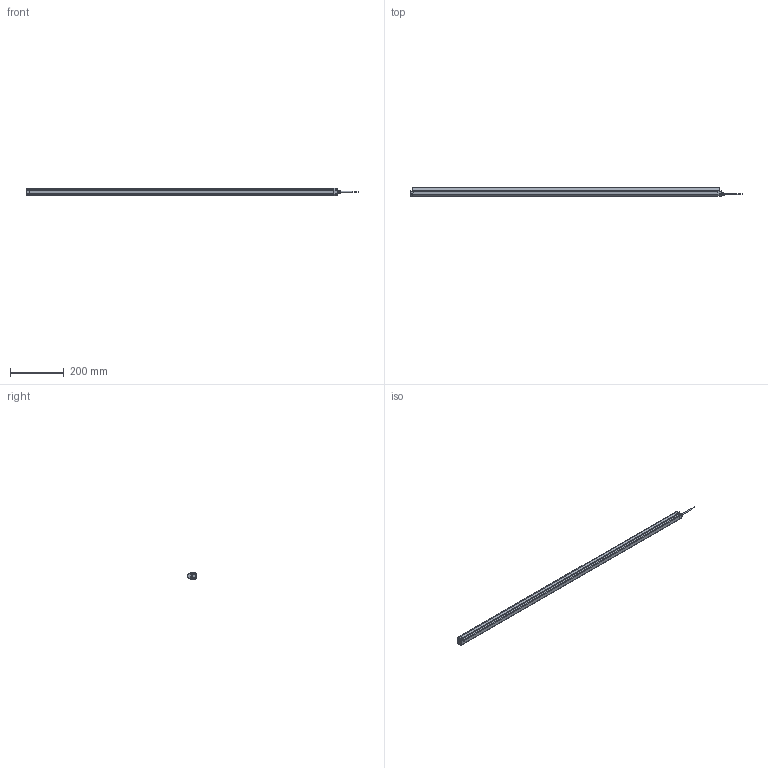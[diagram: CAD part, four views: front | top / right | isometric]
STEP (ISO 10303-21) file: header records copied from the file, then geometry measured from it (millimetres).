
FILE_DESCRIPTION((''),'2;1');
FILE_NAME('210207_ASM','2019-02-28T17:03:46',('pdmadmin'),('BANNER ENGINEERING'),'CREO PARAMETRIC BY PTC INC, 2018300','CREO PARAMETRIC BY PTC INC, 2018300','');
FILE_SCHEMA(('CONFIG_CONTROL_DESIGN'));
Length unit declared in the file: inch
Products named in the file (9): 154026_AF1; 156547; 153169; 156546; 47678; 157628; 166154_AF1; 175602_AF29; 210207_ASM
Assembly tree (11 placements, depth 2):
  210207_ASM
    154026_AF1
    156547
    153169
    156546
    47678  x4
    157628
    166154_AF1
    175602_AF29
Bounding box: 1236 x 31.67 x 28 mm (x, y, z)
Volume: 362932.7 mm3; surface area: 222904.6 mm2
Topology: 11 solids, 16 shells, 772 faces, 1914 edges, 1181 vertices
Faces by surface type: plane 243, cylinder 222, cone 139, torus 75, bspline 73, sphere 18, extrusion 2
Entity records: 33796 total; most frequent: CARTESIAN_POINT 17217, DIRECTION 3476, ORIENTED_EDGE 3456, EDGE_CURVE 1738, AXIS2_PLACEMENT_3D 1392, VERTEX_POINT 1073, CIRCLE 743, EDGE_LOOP 733
